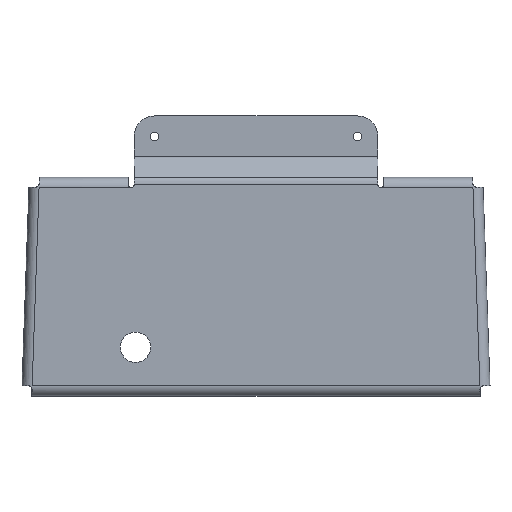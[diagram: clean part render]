
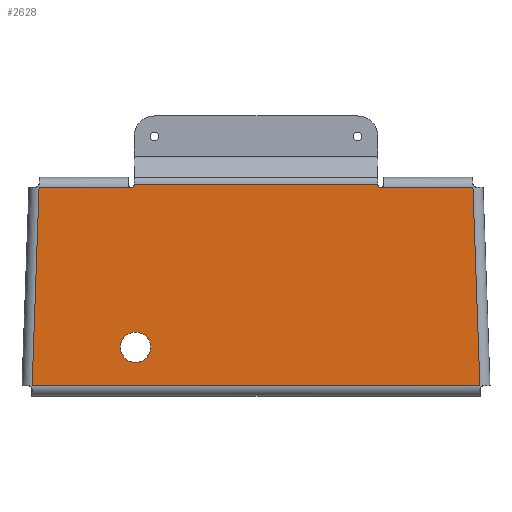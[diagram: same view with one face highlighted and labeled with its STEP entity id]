
A CAD part, top view. The second image highlights one B-rep face of the part: STEP entity #2628.
In plain terms, the highlighted planar face has unit normal (0, 0, 1).
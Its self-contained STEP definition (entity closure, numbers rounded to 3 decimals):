
#35 = CARTESIAN_POINT ( 'NONE',  ( -61.592, 32.493, 13.997 ) ) ;
#56 = DIRECTION ( 'NONE',  ( 0., 0., 1. ) ) ;
#101 = CARTESIAN_POINT ( 'NONE',  ( -66.875, -47.756, 13.997 ) ) ;
#161 = LINE ( 'NONE', #727, #1918 ) ;
#188 = VECTOR ( 'NONE', #2006, 1000. ) ;
#203 = CARTESIAN_POINT ( 'NONE',  ( 0., 0., 13.997 ) ) ;
#265 = EDGE_CURVE ( 'NONE', #583, #1759, #2145, .T. ) ;
#273 = CARTESIAN_POINT ( 'NONE',  ( -60.092, 32.493, 13.997 ) ) ;
#274 = CIRCLE ( 'NONE', #1830, 7.5 ) ;
#400 = CARTESIAN_POINT ( 'NONE',  ( 106.962, 30.993, 13.997 ) ) ;
#407 = EDGE_LOOP ( 'NONE', ( #1143, #920, #2171, #882, #1397, #1821, #862, #824 ) ) ;
#437 = CARTESIAN_POINT ( 'NONE',  ( 60.092, 32.493, 13.997 ) ) ;
#471 = DIRECTION ( 'NONE',  ( -1., 0., 0. ) ) ;
#475 = VERTEX_POINT ( 'NONE', #437 ) ;
#525 = CARTESIAN_POINT ( 'NONE',  ( 61.592, 30.993, 13.997 ) ) ;
#534 = VERTEX_POINT ( 'NONE', #2907 ) ;
#577 = AXIS2_PLACEMENT_3D ( 'NONE', #2243, #2488, #471 ) ;
#583 = VERTEX_POINT ( 'NONE', #400 ) ;
#623 = VECTOR ( 'NONE', #869, 1000. ) ;
#647 = CARTESIAN_POINT ( 'NONE',  ( -51.875, -47.756, 13.997 ) ) ;
#667 = EDGE_CURVE ( 'NONE', #1759, #475, #2523, .T. ) ;
#673 = EDGE_CURVE ( 'NONE', #1850, #534, #161, .T. ) ;
#727 = CARTESIAN_POINT ( 'NONE',  ( -110.55, -66.749, 13.997 ) ) ;
#753 = DIRECTION ( 'NONE',  ( 0., 0., -1. ) ) ;
#816 = LINE ( 'NONE', #3066, #2381 ) ;
#820 = CARTESIAN_POINT ( 'NONE',  ( -59.375, -47.756, 13.997 ) ) ;
#824 = ORIENTED_EDGE ( 'NONE', *, *, #667, .T. ) ;
#862 = ORIENTED_EDGE ( 'NONE', *, *, #265, .T. ) ;
#869 = DIRECTION ( 'NONE',  ( -1., 0., 0. ) ) ;
#882 = ORIENTED_EDGE ( 'NONE', *, *, #2310, .T. ) ;
#920 = ORIENTED_EDGE ( 'NONE', *, *, #1820, .T. ) ;
#924 = VERTEX_POINT ( 'NONE', #101 ) ;
#973 = LINE ( 'NONE', #1507, #2503 ) ;
#1015 = CARTESIAN_POINT ( 'NONE',  ( -61.592, 30.993, 13.997 ) ) ;
#1143 = ORIENTED_EDGE ( 'NONE', *, *, #1724, .F. ) ;
#1179 = AXIS2_PLACEMENT_3D ( 'NONE', #203, #2480, #1978 ) ;
#1233 = DIRECTION ( 'NONE',  ( 1., 0., 0. ) ) ;
#1266 = FACE_OUTER_BOUND ( 'NONE', #407, .T. ) ;
#1295 = CARTESIAN_POINT ( 'NONE',  ( -106.962, 30.993, 13.997 ) ) ;
#1345 = CARTESIAN_POINT ( 'NONE',  ( 106.962, 30.993, 13.997 ) ) ;
#1397 = ORIENTED_EDGE ( 'NONE', *, *, #673, .T. ) ;
#1507 = CARTESIAN_POINT ( 'NONE',  ( -60.092, 32.493, 13.997 ) ) ;
#1592 = DIRECTION ( 'NONE',  ( -1., 0., 0. ) ) ;
#1724 = EDGE_CURVE ( 'NONE', #2278, #475, #973, .T. ) ;
#1738 = PLANE ( 'NONE',  #1179 ) ;
#1759 = VERTEX_POINT ( 'NONE', #525 ) ;
#1820 = EDGE_CURVE ( 'NONE', #2278, #2854, #2834, .T. ) ;
#1821 = ORIENTED_EDGE ( 'NONE', *, *, #1919, .T. ) ;
#1829 = DIRECTION ( 'NONE',  ( 1., 0., 0. ) ) ;
#1830 = AXIS2_PLACEMENT_3D ( 'NONE', #820, #56, #1829 ) ;
#1850 = VERTEX_POINT ( 'NONE', #3228 ) ;
#1869 = CARTESIAN_POINT ( 'NONE',  ( -63.092, 30.993, 13.997 ) ) ;
#1918 = VECTOR ( 'NONE', #1988, 1000. ) ;
#1919 = EDGE_CURVE ( 'NONE', #534, #583, #816, .T. ) ;
#1970 = LINE ( 'NONE', #1869, #623 ) ;
#1978 = DIRECTION ( 'NONE',  ( -1., 0., 0. ) ) ;
#1988 = DIRECTION ( 'NONE',  ( 1., 0., 0. ) ) ;
#2006 = DIRECTION ( 'NONE',  ( -0.035, -0.999, 0. ) ) ;
#2119 = DIRECTION ( 'NONE',  ( -0.035, 0.999, 0. ) ) ;
#2145 = LINE ( 'NONE', #1345, #2896 ) ;
#2171 = ORIENTED_EDGE ( 'NONE', *, *, #3049, .T. ) ;
#2243 = CARTESIAN_POINT ( 'NONE',  ( 61.592, 32.493, 13.997 ) ) ;
#2278 = VERTEX_POINT ( 'NONE', #273 ) ;
#2293 = DIRECTION ( 'NONE',  ( -1., 0., 0. ) ) ;
#2310 = EDGE_CURVE ( 'NONE', #2992, #1850, #2595, .T. ) ;
#2381 = VECTOR ( 'NONE', #2119, 1000. ) ;
#2423 = EDGE_CURVE ( 'NONE', #924, #3121, #274, .T. ) ;
#2428 = CIRCLE ( 'NONE', #2679, 7.5 ) ;
#2480 = DIRECTION ( 'NONE',  ( 0., 0., -1. ) ) ;
#2488 = DIRECTION ( 'NONE',  ( 0., 0., -1. ) ) ;
#2503 = VECTOR ( 'NONE', #3212, 1000. ) ;
#2523 = CIRCLE ( 'NONE', #577, 1.5 ) ;
#2595 = LINE ( 'NONE', #1295, #188 ) ;
#2603 = EDGE_CURVE ( 'NONE', #3121, #924, #2428, .T. ) ;
#2622 = ORIENTED_EDGE ( 'NONE', *, *, #2423, .F. ) ;
#2628 = ADVANCED_FACE ( 'NONE', ( #1266, #3140 ), #1738, .F. ) ;
#2660 = AXIS2_PLACEMENT_3D ( 'NONE', #35, #753, #2293 ) ;
#2679 = AXIS2_PLACEMENT_3D ( 'NONE', #3184, #2719, #1233 ) ;
#2719 = DIRECTION ( 'NONE',  ( 0., 0., 1. ) ) ;
#2817 = ORIENTED_EDGE ( 'NONE', *, *, #2603, .F. ) ;
#2823 = CARTESIAN_POINT ( 'NONE',  ( -106.962, 30.993, 13.997 ) ) ;
#2834 = CIRCLE ( 'NONE', #2660, 1.5 ) ;
#2854 = VERTEX_POINT ( 'NONE', #1015 ) ;
#2896 = VECTOR ( 'NONE', #1592, 1000. ) ;
#2907 = CARTESIAN_POINT ( 'NONE',  ( 110.375, -66.749, 13.997 ) ) ;
#2992 = VERTEX_POINT ( 'NONE', #2823 ) ;
#3049 = EDGE_CURVE ( 'NONE', #2854, #2992, #1970, .T. ) ;
#3066 = CARTESIAN_POINT ( 'NONE',  ( 110.55, -71.749, 13.997 ) ) ;
#3121 = VERTEX_POINT ( 'NONE', #647 ) ;
#3140 = FACE_BOUND ( 'NONE', #3156, .T. ) ;
#3156 = EDGE_LOOP ( 'NONE', ( #2622, #2817 ) ) ;
#3184 = CARTESIAN_POINT ( 'NONE',  ( -59.375, -47.756, 13.997 ) ) ;
#3212 = DIRECTION ( 'NONE',  ( 1., 0., 0. ) ) ;
#3228 = CARTESIAN_POINT ( 'NONE',  ( -110.375, -66.749, 13.997 ) ) ;
